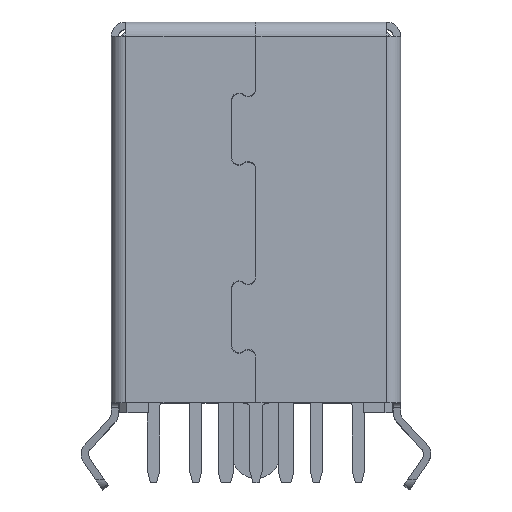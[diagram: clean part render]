
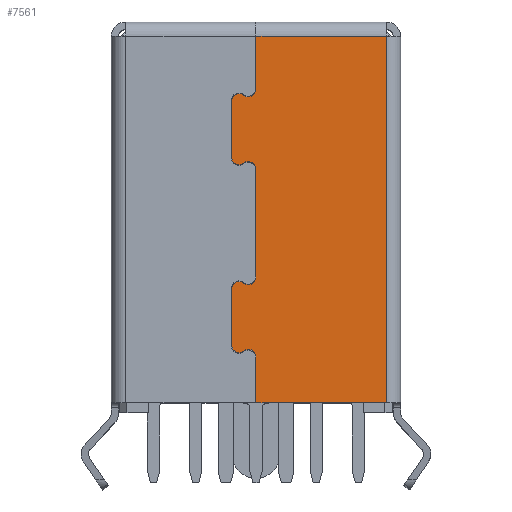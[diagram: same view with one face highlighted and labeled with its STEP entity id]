
A CAD part, top view. The second image highlights one B-rep face of the part: STEP entity #7561.
In plain terms, the highlighted face is planar.
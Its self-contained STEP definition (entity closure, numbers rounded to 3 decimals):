
#114 = VERTEX_POINT ( 'NONE', #44273 ) ;
#168 = DIRECTION ( 'NONE',  ( 1., 0., 0. ) ) ;
#197 = ORIENTED_EDGE ( 'NONE', *, *, #45095, .F. ) ;
#316 = EDGE_CURVE ( 'NONE', #31284, #1985, #7922, .T. ) ;
#322 = AXIS2_PLACEMENT_3D ( 'NONE', #3522, #38652, #15373 ) ;
#1689 = VERTEX_POINT ( 'NONE', #12606 ) ;
#1985 = VERTEX_POINT ( 'NONE', #21681 ) ;
#2154 = AXIS2_PLACEMENT_3D ( 'NONE', #16064, #32257, #27455 ) ;
#2524 = CARTESIAN_POINT ( 'NONE',  ( -0.704, -6.3, 4.935 ) ) ;
#2777 = DIRECTION ( 'NONE',  ( 0.619, 0., -0.786 ) ) ;
#2844 = LINE ( 'NONE', #13726, #18240 ) ;
#3522 = CARTESIAN_POINT ( 'NONE',  ( -0.704, -6.3, 15.08 ) ) ;
#3896 = AXIS2_PLACEMENT_3D ( 'NONE', #23936, #46969, #27480 ) ;
#4006 = DIRECTION ( 'NONE',  ( 1., 0., 0. ) ) ;
#4951 = CARTESIAN_POINT ( 'NONE',  ( -0.704, -6.3, 12.728 ) ) ;
#4959 = EDGE_LOOP ( 'NONE', ( #11966, #49443, #13215, #8232, #16692, #47183, #20322, #39244, #14686, #36075, #10162, #197, #11305, #6469, #34423, #17496 ) ) ;
#5007 = PLANE ( 'NONE',  #25143 ) ;
#5522 = LINE ( 'NONE', #14098, #28908 ) ;
#5779 = VECTOR ( 'NONE', #4006, 1000. ) ;
#6469 = ORIENTED_EDGE ( 'NONE', *, *, #316, .F. ) ;
#7561 = ADVANCED_FACE ( 'NONE', ( #47253 ), #5007, .T. ) ;
#7779 = LINE ( 'NONE', #38639, #5779 ) ;
#7922 = CIRCLE ( 'NONE', #12775, 0.3 ) ;
#8227 = DIRECTION ( 'NONE',  ( 0., 1., 0. ) ) ;
#8232 = ORIENTED_EDGE ( 'NONE', *, *, #9031, .F. ) ;
#8318 = VERTEX_POINT ( 'NONE', #20102 ) ;
#8326 = CARTESIAN_POINT ( 'NONE',  ( 0., -6.3, 12.241 ) ) ;
#9031 = EDGE_CURVE ( 'NONE', #42393, #8318, #14423, .T. ) ;
#9038 = CARTESIAN_POINT ( 'NONE',  ( -1.004, -6.3, 7.287 ) ) ;
#9124 = VECTOR ( 'NONE', #17601, 1000. ) ;
#9235 = CARTESIAN_POINT ( 'NONE',  ( -1.004, -6.3, 7.287 ) ) ;
#10019 = LINE ( 'NONE', #14554, #9124 ) ;
#10162 = ORIENTED_EDGE ( 'NONE', *, *, #19710, .F. ) ;
#10230 = DIRECTION ( 'NONE',  ( 0., 0., -1. ) ) ;
#10614 = VERTEX_POINT ( 'NONE', #9038 ) ;
#10659 = CARTESIAN_POINT ( 'NONE',  ( -1.004, -6.3, 15.08 ) ) ;
#11305 = ORIENTED_EDGE ( 'NONE', *, *, #16900, .T. ) ;
#11338 = VERTEX_POINT ( 'NONE', #15495 ) ;
#11966 = ORIENTED_EDGE ( 'NONE', *, *, #32530, .T. ) ;
#12606 = CARTESIAN_POINT ( 'NONE',  ( 0., -6.3, 2.55 ) ) ;
#12775 = AXIS2_PLACEMENT_3D ( 'NONE', #2524, #29583, #2777 ) ;
#13215 = ORIENTED_EDGE ( 'NONE', *, *, #21346, .T. ) ;
#13726 = CARTESIAN_POINT ( 'NONE',  ( -1.004, -6.3, 15.08 ) ) ;
#13976 = CARTESIAN_POINT ( 'NONE',  ( 5.4, -6.3, 17.75 ) ) ;
#14055 = CIRCLE ( 'NONE', #322, 0.3 ) ;
#14098 = CARTESIAN_POINT ( 'NONE',  ( 0., -6.3, 4.448 ) ) ;
#14221 = DIRECTION ( 'NONE',  ( -1., 0., 0. ) ) ;
#14423 = LINE ( 'NONE', #29857, #40621 ) ;
#14554 = CARTESIAN_POINT ( 'NONE',  ( 0., -6.3, 12.241 ) ) ;
#14686 = ORIENTED_EDGE ( 'NONE', *, *, #14840, .F. ) ;
#14840 = EDGE_CURVE ( 'NONE', #36467, #24107, #18001, .T. ) ;
#15373 = DIRECTION ( 'NONE',  ( -1., 0., 0. ) ) ;
#15495 = CARTESIAN_POINT ( 'NONE',  ( 5.4, -6.3, 17.75 ) ) ;
#16064 = CARTESIAN_POINT ( 'NONE',  ( -0.32, -6.3, 7.774 ) ) ;
#16692 = ORIENTED_EDGE ( 'NONE', *, *, #32168, .F. ) ;
#16900 = EDGE_CURVE ( 'NONE', #10614, #1985, #41093, .T. ) ;
#17455 = CIRCLE ( 'NONE', #30411, 0.3 ) ;
#17496 = ORIENTED_EDGE ( 'NONE', *, *, #44858, .T. ) ;
#17506 = LINE ( 'NONE', #13976, #20794 ) ;
#17601 = DIRECTION ( 'NONE',  ( 0., 0., -1. ) ) ;
#17814 = EDGE_CURVE ( 'NONE', #46952, #31284, #35894, .T. ) ;
#18001 = CIRCLE ( 'NONE', #46290, 0.32 ) ;
#18240 = VECTOR ( 'NONE', #45325, 1000. ) ;
#18651 = CIRCLE ( 'NONE', #24308, 0.32 ) ;
#19131 = CARTESIAN_POINT ( 'NONE',  ( -0.32, -6.3, 12.241 ) ) ;
#19598 = LINE ( 'NONE', #46179, #24713 ) ;
#19710 = EDGE_CURVE ( 'NONE', #47365, #43048, #39299, .T. ) ;
#20102 = CARTESIAN_POINT ( 'NONE',  ( 0., -6.3, 17.75 ) ) ;
#20222 = CARTESIAN_POINT ( 'NONE',  ( -0.32, -6.3, 15.567 ) ) ;
#20322 = ORIENTED_EDGE ( 'NONE', *, *, #42836, .T. ) ;
#20794 = VECTOR ( 'NONE', #14221, 1000. ) ;
#21346 = EDGE_CURVE ( 'NONE', #11338, #8318, #17506, .T. ) ;
#21681 = CARTESIAN_POINT ( 'NONE',  ( -1.004, -6.3, 4.935 ) ) ;
#22663 = DIRECTION ( 'NONE',  ( 0., -1., 0. ) ) ;
#23936 = CARTESIAN_POINT ( 'NONE',  ( -0.704, -6.3, 7.287 ) ) ;
#24107 = VERTEX_POINT ( 'NONE', #37761 ) ;
#24308 = AXIS2_PLACEMENT_3D ( 'NONE', #20222, #38460, #35651 ) ;
#24713 = VECTOR ( 'NONE', #35028, 1000. ) ;
#24958 = EDGE_CURVE ( 'NONE', #114, #11338, #19598, .T. ) ;
#25143 = AXIS2_PLACEMENT_3D ( 'NONE', #28019, #43451, #33580 ) ;
#25172 = CARTESIAN_POINT ( 'NONE',  ( 0., -6.3, 15.567 ) ) ;
#25513 = VERTEX_POINT ( 'NONE', #31684 ) ;
#27455 = DIRECTION ( 'NONE',  ( -0.57, 0., -0.822 ) ) ;
#27480 = DIRECTION ( 'NONE',  ( -1., 0., 0. ) ) ;
#28019 = CARTESIAN_POINT ( 'NONE',  ( 0., -6.3, 0. ) ) ;
#28908 = VECTOR ( 'NONE', #29542, 1000. ) ;
#29542 = DIRECTION ( 'NONE',  ( 0., 0., -1. ) ) ;
#29583 = DIRECTION ( 'NONE',  ( 0., 1., 0. ) ) ;
#29857 = CARTESIAN_POINT ( 'NONE',  ( 0., -6.3, 15.567 ) ) ;
#30411 = AXIS2_PLACEMENT_3D ( 'NONE', #4951, #8227, #31765 ) ;
#31284 = VERTEX_POINT ( 'NONE', #35779 ) ;
#31684 = CARTESIAN_POINT ( 'NONE',  ( -0.518, -6.3, 15.316 ) ) ;
#31765 = DIRECTION ( 'NONE',  ( 0.619, 0., -0.786 ) ) ;
#32168 = EDGE_CURVE ( 'NONE', #25513, #42393, #18651, .T. ) ;
#32257 = DIRECTION ( 'NONE',  ( 0., -1., 0. ) ) ;
#32530 = EDGE_CURVE ( 'NONE', #1689, #114, #7779, .T. ) ;
#32569 = CARTESIAN_POINT ( 'NONE',  ( -1.004, -6.3, 12.728 ) ) ;
#33005 = CARTESIAN_POINT ( 'NONE',  ( -0.518, -6.3, 7.523 ) ) ;
#33580 = DIRECTION ( 'NONE',  ( 0., 0., -1. ) ) ;
#34423 = ORIENTED_EDGE ( 'NONE', *, *, #17814, .F. ) ;
#34561 = DIRECTION ( 'NONE',  ( 0., -1., 0. ) ) ;
#35028 = DIRECTION ( 'NONE',  ( 0., 0., 1. ) ) ;
#35432 = CARTESIAN_POINT ( 'NONE',  ( 0., -6.3, 7.774 ) ) ;
#35651 = DIRECTION ( 'NONE',  ( -0.619, 0., -0.786 ) ) ;
#35779 = CARTESIAN_POINT ( 'NONE',  ( -0.518, -6.3, 4.699 ) ) ;
#35894 = CIRCLE ( 'NONE', #47211, 0.32 ) ;
#36075 = ORIENTED_EDGE ( 'NONE', *, *, #37878, .T. ) ;
#36467 = VERTEX_POINT ( 'NONE', #8326 ) ;
#37761 = CARTESIAN_POINT ( 'NONE',  ( -0.518, -6.3, 12.492 ) ) ;
#37878 = EDGE_CURVE ( 'NONE', #36467, #43048, #10019, .T. ) ;
#38460 = DIRECTION ( 'NONE',  ( 0., -1., 0. ) ) ;
#38639 = CARTESIAN_POINT ( 'NONE',  ( 0., -6.3, 2.55 ) ) ;
#38652 = DIRECTION ( 'NONE',  ( 0., 1., 0. ) ) ;
#38854 = DIRECTION ( 'NONE',  ( -0.57, 0., 0.822 ) ) ;
#39244 = ORIENTED_EDGE ( 'NONE', *, *, #48947, .F. ) ;
#39248 = EDGE_CURVE ( 'NONE', #41747, #25513, #14055, .T. ) ;
#39299 = CIRCLE ( 'NONE', #2154, 0.32 ) ;
#40621 = VECTOR ( 'NONE', #41499, 1000. ) ;
#41093 = LINE ( 'NONE', #9235, #49701 ) ;
#41499 = DIRECTION ( 'NONE',  ( 0., 0., 1. ) ) ;
#41747 = VERTEX_POINT ( 'NONE', #10659 ) ;
#41789 = VERTEX_POINT ( 'NONE', #32569 ) ;
#42393 = VERTEX_POINT ( 'NONE', #25172 ) ;
#42836 = EDGE_CURVE ( 'NONE', #41747, #41789, #2844, .T. ) ;
#43048 = VERTEX_POINT ( 'NONE', #35432 ) ;
#43451 = DIRECTION ( 'NONE',  ( 0., -1., 0. ) ) ;
#43456 = CIRCLE ( 'NONE', #3896, 0.3 ) ;
#44273 = CARTESIAN_POINT ( 'NONE',  ( 5.4, -6.3, 2.55 ) ) ;
#44858 = EDGE_CURVE ( 'NONE', #46952, #1689, #5522, .T. ) ;
#45095 = EDGE_CURVE ( 'NONE', #10614, #47365, #43456, .T. ) ;
#45325 = DIRECTION ( 'NONE',  ( 0., 0., -1. ) ) ;
#45437 = CARTESIAN_POINT ( 'NONE',  ( 0., -6.3, 4.448 ) ) ;
#46179 = CARTESIAN_POINT ( 'NONE',  ( 5.4, -6.3, 2.55 ) ) ;
#46290 = AXIS2_PLACEMENT_3D ( 'NONE', #19131, #34561, #38854 ) ;
#46952 = VERTEX_POINT ( 'NONE', #45437 ) ;
#46969 = DIRECTION ( 'NONE',  ( 0., 1., 0. ) ) ;
#47183 = ORIENTED_EDGE ( 'NONE', *, *, #39248, .F. ) ;
#47211 = AXIS2_PLACEMENT_3D ( 'NONE', #49748, #22663, #168 ) ;
#47253 = FACE_OUTER_BOUND ( 'NONE', #4959, .T. ) ;
#47365 = VERTEX_POINT ( 'NONE', #33005 ) ;
#48947 = EDGE_CURVE ( 'NONE', #24107, #41789, #17455, .T. ) ;
#49443 = ORIENTED_EDGE ( 'NONE', *, *, #24958, .T. ) ;
#49701 = VECTOR ( 'NONE', #10230, 1000. ) ;
#49748 = CARTESIAN_POINT ( 'NONE',  ( -0.32, -6.3, 4.448 ) ) ;
